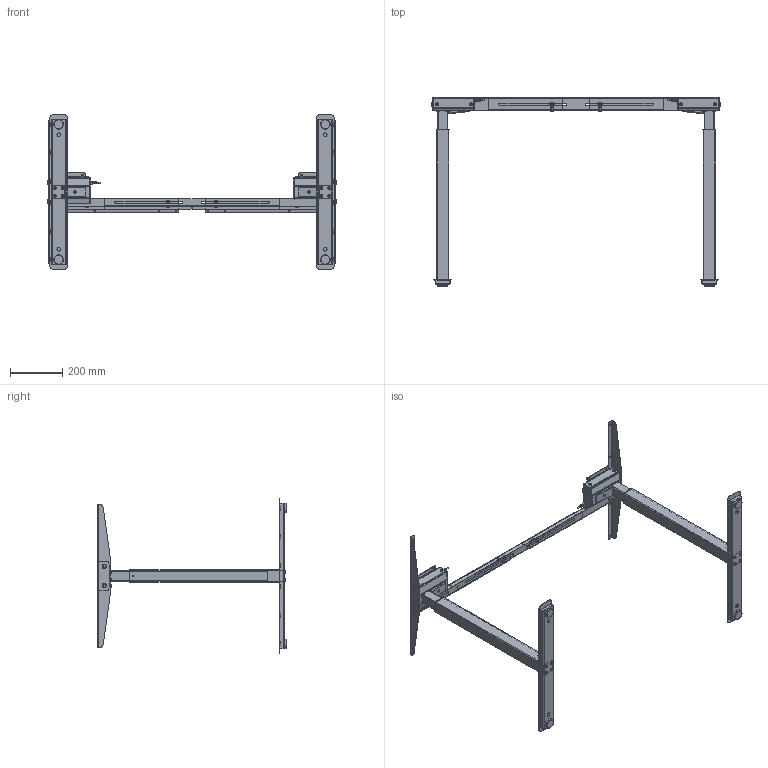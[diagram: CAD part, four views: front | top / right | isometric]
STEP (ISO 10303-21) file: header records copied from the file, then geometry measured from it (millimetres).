
FILE_DESCRIPTION (( 'STEP AP203' ), '1' );
FILE_NAME ('Revolution T-2M, dummy_02_5192xx_.STEP', '2023-06-26T09:04:05', ( '' ), ( '' ), 'SwSTEP 2.0', 'SolidWorks 2021', '' );
FILE_SCHEMA (( 'CONFIG_CONTROL_DESIGN' ));
Length unit declared in the file: millimetre
Products named in the file (1): Revolution T-2M, dummy_02_5192xx_
Bounding box: 1108.2 x 725.03 x 595 mm (x, y, z)
Surface area: 1297070.1 mm2 (no closed solid volume)
Topology: 0 solids, 445 shells, 1254 faces, 5536 edges, 4579 vertices
Faces by surface type: plane 590, cylinder 319, torus 140, bspline 119, cone 62, sphere 24
Entity records: 62279 total; most frequent: CARTESIAN_POINT 19490, DIRECTION 8725, ORIENTED_EDGE 6951, EDGE_CURVE 5512, VERTEX_POINT 4579, AXIS2_PLACEMENT_3D 2958, LINE 2809, VECTOR 2809
